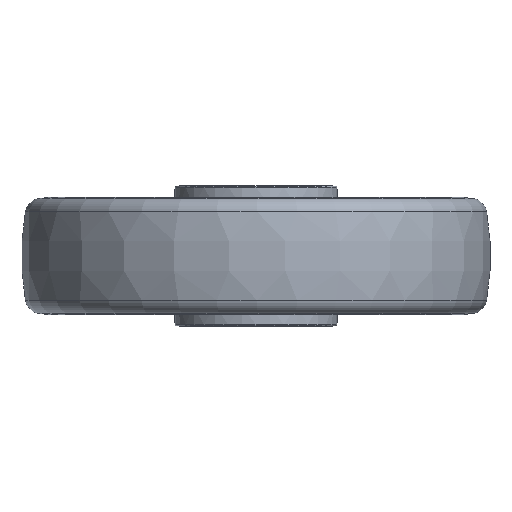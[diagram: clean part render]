
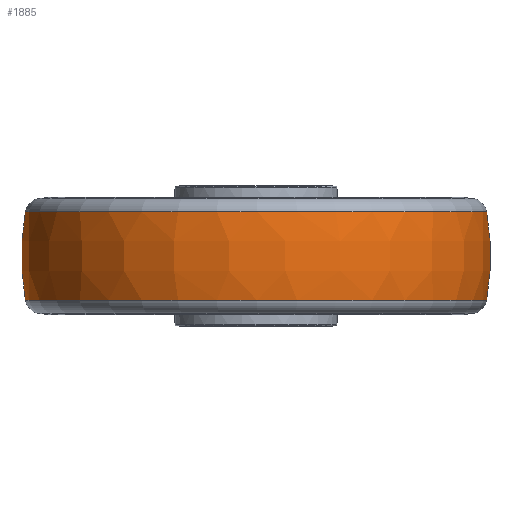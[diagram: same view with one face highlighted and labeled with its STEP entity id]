
A CAD part, front view. The second image highlights one B-rep face of the part: STEP entity #1885.
In plain terms, the highlighted toroidal (fillet/blend) face has major radius 10 mm and minor radius 110 mm.
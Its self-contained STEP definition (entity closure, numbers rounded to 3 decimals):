
#114 = DIRECTION ( 'NONE',  ( -1., -0.004, 0. ) ) ;
#273 = CARTESIAN_POINT ( 'NONE',  ( 607.221, 68.658, 0. ) ) ;
#309 = CIRCLE ( 'NONE', #4669, 110. ) ;
#374 = EDGE_LOOP ( 'NONE', ( #5576, #6727, #6672, #998 ) ) ;
#836 = CARTESIAN_POINT ( 'NONE',  ( 695.592, 69.051, -18.854 ) ) ;
#851 = DIRECTION ( 'NONE',  ( 0., 0., 1. ) ) ;
#998 = ORIENTED_EDGE ( 'NONE', *, *, #1738, .F. ) ;
#1057 = VERTEX_POINT ( 'NONE', #6136 ) ;
#1103 = AXIS2_PLACEMENT_3D ( 'NONE', #6390, #4115, #3535 ) ;
#1104 = VERTEX_POINT ( 'NONE', #3777 ) ;
#1123 = TOROIDAL_SURFACE ( 'NONE', #5013, -10., 110. ) ;
#1365 = DIRECTION ( 'NONE',  ( 1., 0.004, 0. ) ) ;
#1396 = EDGE_CURVE ( 'NONE', #5683, #3713, #309, .T. ) ;
#1450 = EDGE_CURVE ( 'NONE', #1057, #5683, #5421, .T. ) ;
#1736 = DIRECTION ( 'NONE',  ( 1., 0.004, 0. ) ) ;
#1738 = EDGE_CURVE ( 'NONE', #1104, #3713, #6849, .T. ) ;
#1885 = ADVANCED_FACE ( 'NONE', ( #7300 ), #1123, .T. ) ;
#2506 = AXIS2_PLACEMENT_3D ( 'NONE', #273, #7039, #5905 ) ;
#2548 = CIRCLE ( 'NONE', #2506, 110. ) ;
#2880 = CARTESIAN_POINT ( 'NONE',  ( 597.221, 68.614, -18.854 ) ) ;
#2881 = DIRECTION ( 'NONE',  ( 0., 0., 1. ) ) ;
#3124 = CARTESIAN_POINT ( 'NONE',  ( 597.221, 68.614, 0. ) ) ;
#3535 = DIRECTION ( 'NONE',  ( 1., 0.004, 0. ) ) ;
#3713 = VERTEX_POINT ( 'NONE', #5294 ) ;
#3723 = EDGE_CURVE ( 'NONE', #1057, #1104, #2548, .T. ) ;
#3777 = CARTESIAN_POINT ( 'NONE',  ( 498.849, 68.177, 18.854 ) ) ;
#4115 = DIRECTION ( 'NONE',  ( 0., 0., 1. ) ) ;
#4588 = DIRECTION ( 'NONE',  ( 0.004, -1., 0. ) ) ;
#4669 = AXIS2_PLACEMENT_3D ( 'NONE', #6358, #4588, #114 ) ;
#5013 = AXIS2_PLACEMENT_3D ( 'NONE', #3124, #851, #1365 ) ;
#5192 = AXIS2_PLACEMENT_3D ( 'NONE', #2880, #2881, #1736 ) ;
#5294 = CARTESIAN_POINT ( 'NONE',  ( 695.592, 69.051, 18.854 ) ) ;
#5421 = CIRCLE ( 'NONE', #5192, 98.372 ) ;
#5576 = ORIENTED_EDGE ( 'NONE', *, *, #3723, .F. ) ;
#5683 = VERTEX_POINT ( 'NONE', #836 ) ;
#5905 = DIRECTION ( 'NONE',  ( 1., 0.004, 0. ) ) ;
#6136 = CARTESIAN_POINT ( 'NONE',  ( 498.849, 68.177, -18.854 ) ) ;
#6358 = CARTESIAN_POINT ( 'NONE',  ( 587.221, 68.57, 0. ) ) ;
#6390 = CARTESIAN_POINT ( 'NONE',  ( 597.221, 68.614, 18.854 ) ) ;
#6672 = ORIENTED_EDGE ( 'NONE', *, *, #1396, .T. ) ;
#6727 = ORIENTED_EDGE ( 'NONE', *, *, #1450, .T. ) ;
#6849 = CIRCLE ( 'NONE', #1103, 98.372 ) ;
#7039 = DIRECTION ( 'NONE',  ( -0.004, 1., 0. ) ) ;
#7300 = FACE_OUTER_BOUND ( 'NONE', #374, .T. ) ;
